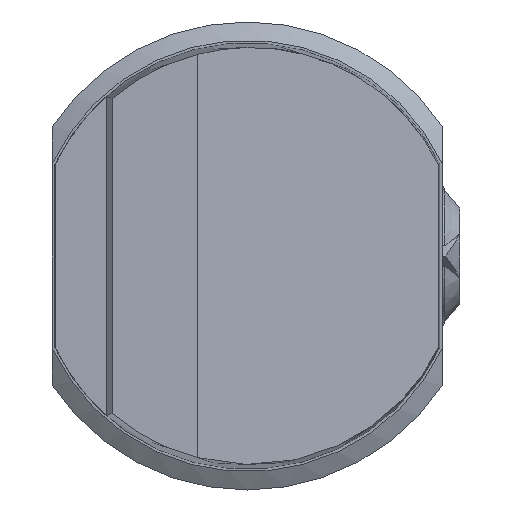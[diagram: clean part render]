
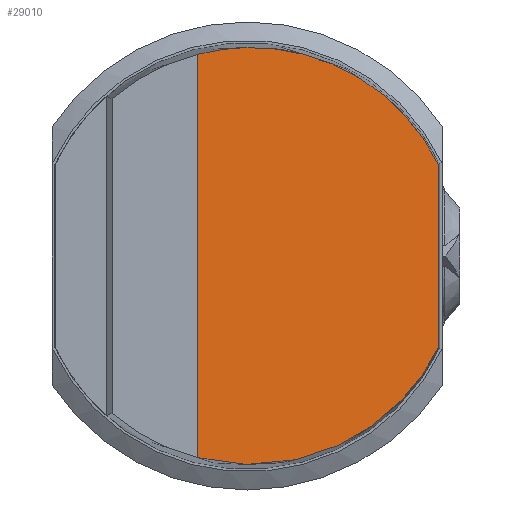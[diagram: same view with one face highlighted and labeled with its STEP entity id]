
A CAD part, left-side view. The second image highlights one B-rep face of the part: STEP entity #29010.
In plain terms, the highlighted planar face has unit normal (-0.707, -0.707, 0).
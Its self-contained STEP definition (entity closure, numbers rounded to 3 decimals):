
#25880=CARTESIAN_POINT('',(-44.3,1.9,-7.756));
#25890=VERTEX_POINT('',#25880);
#26070=CARTESIAN_POINT('',(-44.3,1.9,7.756));
#26080=VERTEX_POINT('',#26070);
#26110=CARTESIAN_POINT('',(-44.3,1.9,-8.125));
#26120=DIRECTION('',(0.,0.,1.));
#26130=VECTOR('',#26120,1.);
#26140=LINE('',#26110,#26130);
#26150=EDGE_CURVE('',#25890,#26080,#26140,.T.);
#28050=CARTESIAN_POINT('',(-35.053,-7.347,
3.521));
#28060=VERTEX_POINT('',#28050);
#28090=CARTESIAN_POINT('',(-42.26,-0.14,0.));
#28100=DIRECTION('',(-0.707,-0.707,
0.));
#28110=DIRECTION('',(0.707,-0.707,
0.));
#28120=AXIS2_PLACEMENT_3D('',#28090,#28100,#28110);
#28130=ELLIPSE('',#28120,11.343,8.02);
#28140=EDGE_CURVE('',#28060,#26080,#28130,.T.);
#28470=CARTESIAN_POINT('',(-35.053,-7.347,
-3.521));
#28480=VERTEX_POINT('',#28470);
#28510=CARTESIAN_POINT('',(-35.053,-7.347,-8.125));
#28520=DIRECTION('',(-0.,0.,-1.));
#28530=VECTOR('',#28520,1.);
#28540=LINE('',#28510,#28530);
#28550=EDGE_CURVE('',#28060,#28480,#28540,.T.);
#28670=CARTESIAN_POINT('',(-42.26,-0.14,0.));
#28680=DIRECTION('',(-0.707,-0.707,
0.));
#28690=DIRECTION('',(0.707,-0.707,
0.));
#28700=AXIS2_PLACEMENT_3D('',#28670,#28680,#28690);
#28710=ELLIPSE('',#28700,11.343,8.02);
#28720=EDGE_CURVE('',#25890,#28480,#28710,.T.);
#28900=CARTESIAN_POINT('',(-39.,-3.4,0.));
#28910=DIRECTION('',(-0.707,-0.707,
0.));
#28920=DIRECTION('',(0.707,-0.707,0.));
#28930=AXIS2_PLACEMENT_3D('',#28900,#28910,#28920);
#28940=PLANE('',#28930);
#28950=ORIENTED_EDGE('',*,*,#28140,.T.);
#28960=ORIENTED_EDGE('',*,*,#28550,.F.);
#28970=ORIENTED_EDGE('',*,*,#28720,.T.);
#28980=ORIENTED_EDGE('',*,*,#26150,.F.);
#28990=EDGE_LOOP('',(#28980,#28970,#28960,#28950));
#29000=FACE_OUTER_BOUND('',#28990,.T.);
#29010=ADVANCED_FACE('',(#29000),#28940,.T.);
